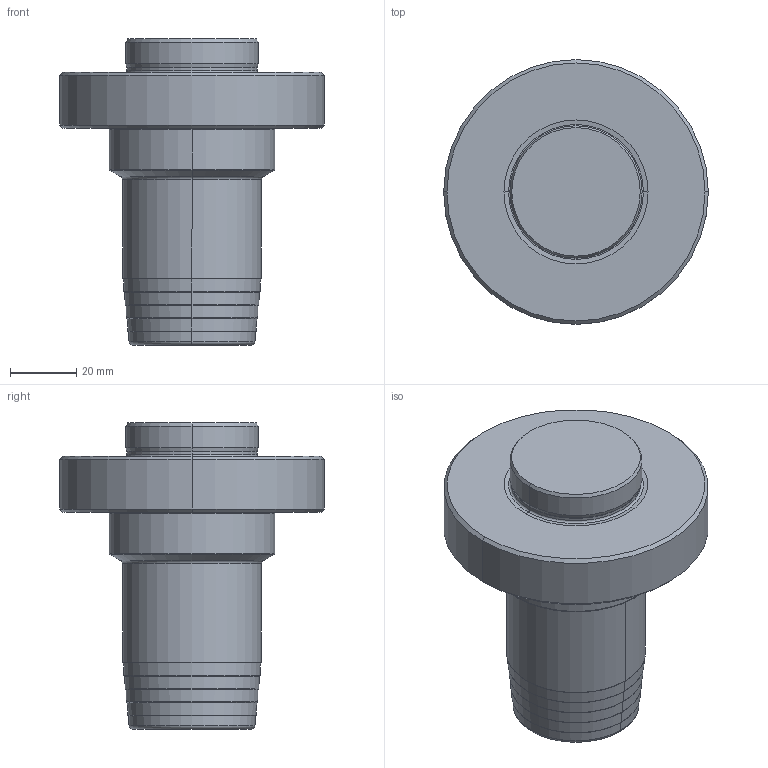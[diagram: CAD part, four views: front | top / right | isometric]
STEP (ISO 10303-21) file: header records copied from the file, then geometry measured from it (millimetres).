
FILE_DESCRIPTION((''),'2;1');
FILE_NAME('606971853-000-02-E43','2021-08-31T09:31:27',('bahnemannr'),(''),'CREO PARAMETRIC BY PTC INC, 2019030','CREO PARAMETRIC BY PTC INC, 2019030','');
FILE_SCHEMA(('AP242_MANAGED_MODEL_BASED_3D_ENGINEERING_MIM_LF { 1 0 10303 442 1 1 4 }'));
Length unit declared in the file: millimetre
Products named in the file (1): 606971853-000-02-E43
Bounding box: 80 x 80 x 92.5 mm (x, y, z)
Volume: 177371.6 mm3; surface area: 26794.9 mm2
Topology: 1 solids, 1 shells, 68 faces, 134 edges, 76 vertices
Faces by surface type: torus 24, cone 22, cylinder 12, plane 10
Entity records: 2916 total; most frequent: DIRECTION 398, CARTESIAN_POINT 294, ORIENTED_EDGE 268, AXIS2_PLACEMENT_3D 182, PRESENTATION_STYLE_ASSIGNMENT 138, STYLED_ITEM 138, CURVE_STYLE 137, EDGE_CURVE 134
